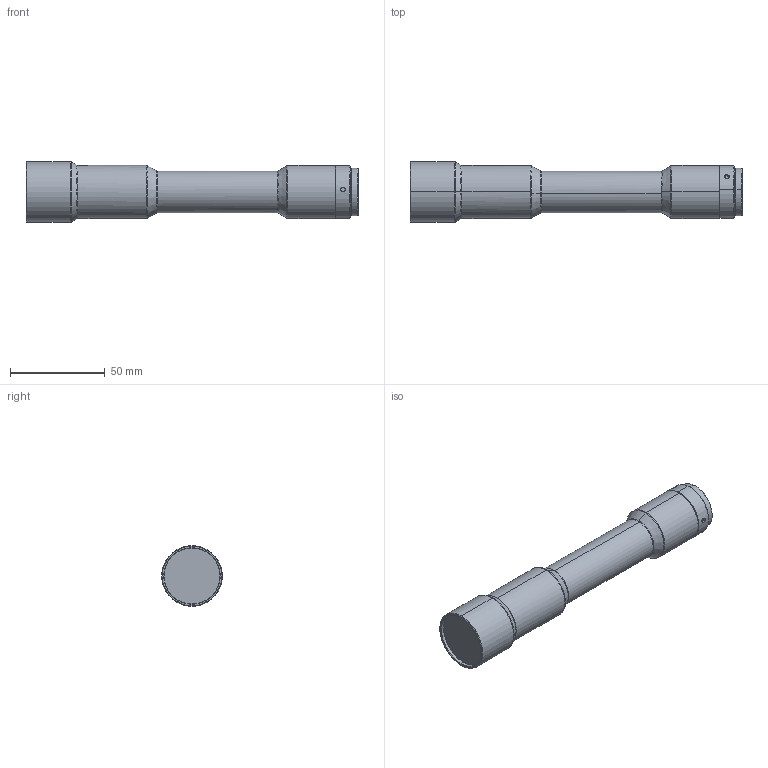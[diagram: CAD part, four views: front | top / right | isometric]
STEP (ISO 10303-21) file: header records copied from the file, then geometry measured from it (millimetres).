
FILE_DESCRIPTION (( 'STEP AP203' ), '1' );
FILE_NAME ('WWK60-108-111V3.STEP', '2022-09-29T10:34:34', ( '' ), ( '' ), 'SwSTEP 2.0', 'SolidWorks 2017', '' );
FILE_SCHEMA (( 'CONFIG_CONTROL_DESIGN' ));
Length unit declared in the file: millimetre
Products named in the file (1): WWK60-108-111V3
Bounding box: 175.35 x 32 x 32 mm (x, y, z)
Volume: 94037.9 mm3; surface area: 16361.6 mm2
Topology: 1 solids, 1 shells, 62 faces, 126 edges, 74 vertices
Faces by surface type: cylinder 27, cone 16, torus 12, plane 7
Entity records: 1881 total; most frequent: CARTESIAN_POINT 467, DIRECTION 314, ORIENTED_EDGE 252, AXIS2_PLACEMENT_3D 137, EDGE_CURVE 126, VERTEX_POINT 74, CIRCLE 74, EDGE_LOOP 70
